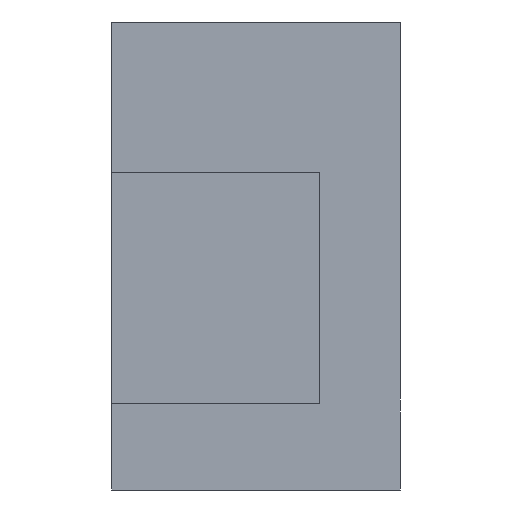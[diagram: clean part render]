
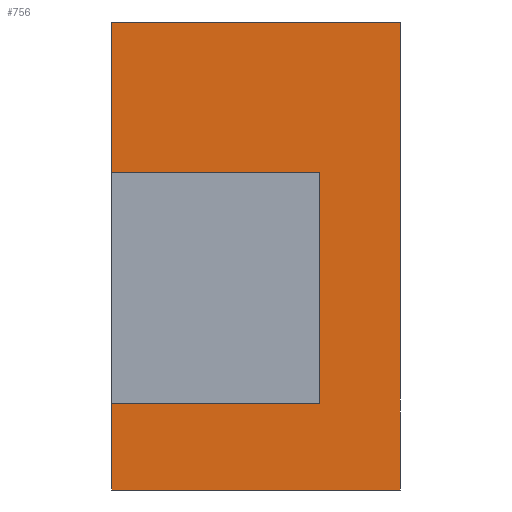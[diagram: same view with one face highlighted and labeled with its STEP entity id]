
A CAD part, front view. The second image highlights one B-rep face of the part: STEP entity #756.
In plain terms, the highlighted planar face has unit normal (0, -1, 0).
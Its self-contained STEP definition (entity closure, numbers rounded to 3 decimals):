
#10 = CARTESIAN_POINT ( 'NONE',  ( -99.8, -110.375, 7.8 ) ) ;
#12 = EDGE_CURVE ( 'NONE', #647, #1012, #1323, .T. ) ;
#17 = DIRECTION ( 'NONE',  ( 0., 0., -1. ) ) ;
#39 = DIRECTION ( 'NONE',  ( -1., 0., 0. ) ) ;
#48 = LINE ( 'NONE', #466, #353 ) ;
#72 = CARTESIAN_POINT ( 'NONE',  ( -107., -110.375, 13. ) ) ;
#89 = EDGE_CURVE ( 'NONE', #658, #608, #317, .T. ) ;
#90 = ORIENTED_EDGE ( 'NONE', *, *, #789, .F. ) ;
#91 = PLANE ( 'NONE',  #856 ) ;
#156 = CARTESIAN_POINT ( 'NONE',  ( -107., -110.375, -0.2 ) ) ;
#197 = VERTEX_POINT ( 'NONE', #960 ) ;
#226 = CARTESIAN_POINT ( 'NONE',  ( -107., -110.375, 7.8 ) ) ;
#249 = DIRECTION ( 'NONE',  ( -1., 0., 0. ) ) ;
#260 = ORIENTED_EDGE ( 'NONE', *, *, #12, .F. ) ;
#315 = VERTEX_POINT ( 'NONE', #770 ) ;
#317 = LINE ( 'NONE', #10, #829 ) ;
#345 = ORIENTED_EDGE ( 'NONE', *, *, #593, .F. ) ;
#350 = DIRECTION ( 'NONE',  ( 0., 0., 1. ) ) ;
#353 = VECTOR ( 'NONE', #350, 1000. ) ;
#363 = LINE ( 'NONE', #761, #1107 ) ;
#436 = ORIENTED_EDGE ( 'NONE', *, *, #1223, .F. ) ;
#445 = LINE ( 'NONE', #961, #1158 ) ;
#458 = CARTESIAN_POINT ( 'NONE',  ( -99.8, -110.375, -0.2 ) ) ;
#466 = CARTESIAN_POINT ( 'NONE',  ( -107., -110.375, 13. ) ) ;
#493 = DIRECTION ( 'NONE',  ( 1., 0., 0. ) ) ;
#515 = CARTESIAN_POINT ( 'NONE',  ( -107., -110.375, 13. ) ) ;
#561 = DIRECTION ( 'NONE',  ( 0., 0., -1. ) ) ;
#593 = EDGE_CURVE ( 'NONE', #1012, #315, #363, .T. ) ;
#602 = LINE ( 'NONE', #515, #914 ) ;
#608 = VERTEX_POINT ( 'NONE', #458 ) ;
#647 = VERTEX_POINT ( 'NONE', #1089 ) ;
#658 = VERTEX_POINT ( 'NONE', #678 ) ;
#678 = CARTESIAN_POINT ( 'NONE',  ( -99.8, -110.375, 7.8 ) ) ;
#728 = VECTOR ( 'NONE', #493, 1000. ) ;
#756 = ADVANCED_FACE ( 'NONE', ( #920 ), #91, .F. ) ;
#761 = CARTESIAN_POINT ( 'NONE',  ( -97., -110.375, 13. ) ) ;
#768 = ORIENTED_EDGE ( 'NONE', *, *, #1049, .T. ) ;
#770 = CARTESIAN_POINT ( 'NONE',  ( -97., -110.375, -3.2 ) ) ;
#789 = EDGE_CURVE ( 'NONE', #907, #647, #602, .T. ) ;
#796 = LINE ( 'NONE', #156, #1201 ) ;
#800 = ORIENTED_EDGE ( 'NONE', *, *, #1003, .T. ) ;
#828 = CARTESIAN_POINT ( 'NONE',  ( -107., -110.375, 7.8 ) ) ;
#829 = VECTOR ( 'NONE', #17, 1000. ) ;
#839 = CARTESIAN_POINT ( 'NONE',  ( -107., -110.375, -3.2 ) ) ;
#856 = AXIS2_PLACEMENT_3D ( 'NONE', #1225, #929, #911 ) ;
#866 = CARTESIAN_POINT ( 'NONE',  ( -97., -110.375, 13. ) ) ;
#895 = VERTEX_POINT ( 'NONE', #839 ) ;
#907 = VERTEX_POINT ( 'NONE', #226 ) ;
#911 = DIRECTION ( 'NONE',  ( 0., 0., 1. ) ) ;
#912 = ORIENTED_EDGE ( 'NONE', *, *, #1019, .F. ) ;
#914 = VECTOR ( 'NONE', #1124, 1000. ) ;
#920 = FACE_OUTER_BOUND ( 'NONE', #994, .T. ) ;
#929 = DIRECTION ( 'NONE',  ( 0., 1., 0. ) ) ;
#960 = CARTESIAN_POINT ( 'NONE',  ( -107., -110.375, -0.2 ) ) ;
#961 = CARTESIAN_POINT ( 'NONE',  ( -107., -110.375, -3.2 ) ) ;
#994 = EDGE_LOOP ( 'NONE', ( #912, #436, #345, #260, #90, #768, #1185, #800 ) ) ;
#1003 = EDGE_CURVE ( 'NONE', #608, #197, #796, .T. ) ;
#1012 = VERTEX_POINT ( 'NONE', #866 ) ;
#1019 = EDGE_CURVE ( 'NONE', #895, #197, #48, .T. ) ;
#1049 = EDGE_CURVE ( 'NONE', #907, #658, #1205, .T. ) ;
#1083 = VECTOR ( 'NONE', #1123, 1000. ) ;
#1089 = CARTESIAN_POINT ( 'NONE',  ( -107., -110.375, 13. ) ) ;
#1107 = VECTOR ( 'NONE', #561, 1000. ) ;
#1123 = DIRECTION ( 'NONE',  ( 1., 0., 0. ) ) ;
#1124 = DIRECTION ( 'NONE',  ( 0., 0., 1. ) ) ;
#1158 = VECTOR ( 'NONE', #249, 1000. ) ;
#1185 = ORIENTED_EDGE ( 'NONE', *, *, #89, .T. ) ;
#1201 = VECTOR ( 'NONE', #39, 1000. ) ;
#1205 = LINE ( 'NONE', #828, #728 ) ;
#1223 = EDGE_CURVE ( 'NONE', #315, #895, #445, .T. ) ;
#1225 = CARTESIAN_POINT ( 'NONE',  ( -194., -110.375, 0. ) ) ;
#1323 = LINE ( 'NONE', #72, #1083 ) ;
